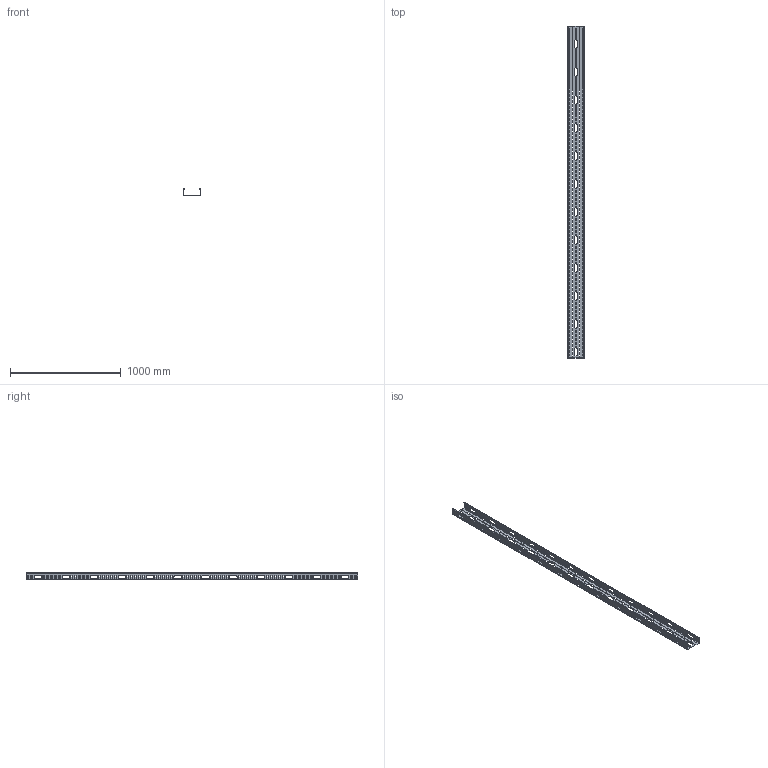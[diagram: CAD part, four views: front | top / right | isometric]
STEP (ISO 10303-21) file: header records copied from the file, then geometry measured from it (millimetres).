
FILE_DESCRIPTION(/* description */ (''),/* implementation_level */ '2;1');
FILE_NAME(/* name */ 'KAJ150H60_3.stp',/* time_stamp */ '2020-05-21T09:41:04+02:00',/* author */ ('NB06DT_User'),/* organization */ (''),/* preprocessor_version */ 'ST-DEVELOPER v18.1',/* originating_system */ 'Autodesk Inventor 2021',/* authorisation */ '');
FILE_SCHEMA (('AUTOMOTIVE_DESIGN { 1 0 10303 214 3 1 1 }'));
Products named in the file (1): KAJ150H60_3
Bounding box: 150.41 x 3000 x 59.97 mm (x, y, z)
Volume: 694058 mm3; surface area: 1435626.9 mm2
Topology: 1 solids, 1 shells, 2854 faces, 8492 edges, 5640 vertices
Faces by surface type: plane 1446, cylinder 1408
Entity records: 99061 total; most frequent: DIRECTION 17018, CARTESIAN_POINT 16987, ORIENTED_EDGE 16984, EDGE_CURVE 8492, LINE 5676, VECTOR 5676, AXIS2_PLACEMENT_3D 5671, VERTEX_POINT 5640
